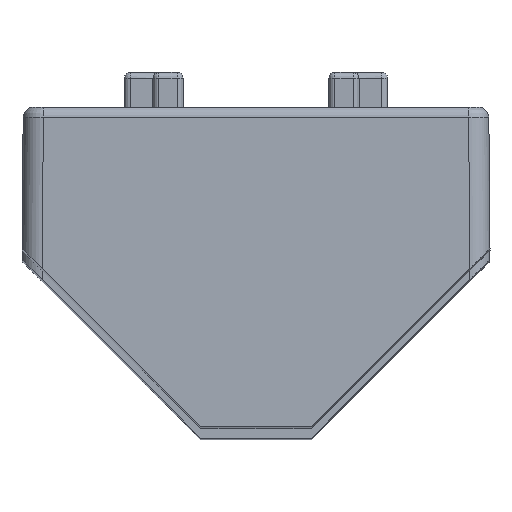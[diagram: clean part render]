
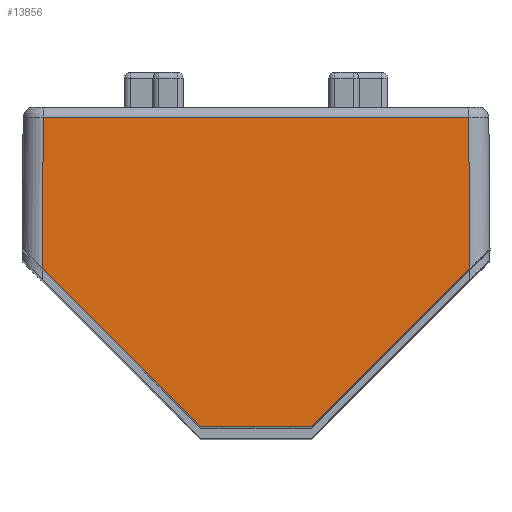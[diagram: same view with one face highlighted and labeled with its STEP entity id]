
A CAD part, top view. The second image highlights one B-rep face of the part: STEP entity #13856.
In plain terms, the highlighted face is planar.
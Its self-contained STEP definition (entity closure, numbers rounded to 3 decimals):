
#6246=CARTESIAN_POINT(' ',(-34.704,10.504,6.504));
#6247=VERTEX_POINT(' ',#6246);
#6346=CARTESIAN_POINT(' ',(-34.704,10.504,6.504));
#6351=DIRECTION(' ',(0.,-1.,0.));
#6356=VECTOR(' ',#6351,1.);
#6361=LINE('',#6346,#6356);
#6366=CARTESIAN_POINT(' ',(-34.704,-10.504,6.504));
#6367=VERTEX_POINT(' ',#6366);
#6371=EDGE_CURVE(' ',#6247,#6367,#6361,.T.);
#13561=CARTESIAN_POINT(' ',(-34.704,10.504,6.504));
#13566=DIRECTION(' ',(-0.009,0.009,-1.));
#13571=VECTOR(' ',#13566,1.);
#13576=LINE('',#13561,#13571);
#13581=CARTESIAN_POINT(' ',(-34.77,10.57,-0.98));
#13582=VERTEX_POINT(' ',#13581);
#13586=EDGE_CURVE(' ',#6247,#13582,#13576,.T.);
#13676=DIRECTION(' ',(-1.,0.,0.009));
#13681=CARTESIAN_POINT(' ',(-34.704,-10.57,6.504));
#13686=DIRECTION(' ',(0.,1.,0.));
#13691=AXIS2_PLACEMENT_3D(' ',#13681,#13676,#13686);
#13696=PLANE('',#13691);
#13701=CARTESIAN_POINT(' ',(-34.838,-2.75,-8.8));
#13706=DIRECTION(' ',(0.006,-0.707,0.707));
#13711=VECTOR(' ',#13706,1.);
#13716=LINE('',#13701,#13711);
#13721=CARTESIAN_POINT(' ',(-34.838,-2.75,-8.8));
#13722=VERTEX_POINT(' ',#13721);
#13726=CARTESIAN_POINT(' ',(-34.77,-10.57,-0.98));
#13727=VERTEX_POINT(' ',#13726);
#13731=EDGE_CURVE(' ',#13722,#13727,#13716,.T.);
#13736=ORIENTED_EDGE(' ',*,*,#13731,.T.);
#13741=CARTESIAN_POINT(' ',(-34.77,-10.57,-0.98));
#13746=DIRECTION(' ',(0.009,0.009,1.));
#13751=VECTOR(' ',#13746,1.);
#13756=LINE('',#13741,#13751);
#13761=EDGE_CURVE(' ',#13727,#6367,#13756,.T.);
#13766=ORIENTED_EDGE(' ',*,*,#13761,.T.);
#13771=ORIENTED_EDGE(' ',*,*,#6371,.F.);
#13776=ORIENTED_EDGE(' ',*,*,#13586,.T.);
#13781=CARTESIAN_POINT(' ',(-34.838,2.75,-8.8));
#13786=DIRECTION(' ',(0.006,0.707,0.707));
#13791=VECTOR(' ',#13786,1.);
#13796=LINE('',#13781,#13791);
#13801=CARTESIAN_POINT(' ',(-34.838,2.75,-8.8));
#13802=VERTEX_POINT(' ',#13801);
#13806=EDGE_CURVE(' ',#13802,#13582,#13796,.T.);
#13811=ORIENTED_EDGE(' ',*,*,#13806,.F.);
#13816=CARTESIAN_POINT(' ',(-34.838,-2.75,-8.8));
#13821=DIRECTION(' ',(0.,1.,0.));
#13826=VECTOR(' ',#13821,1.);
#13831=LINE('',#13816,#13826);
#13836=EDGE_CURVE(' ',#13722,#13802,#13831,.T.);
#13841=ORIENTED_EDGE(' ',*,*,#13836,.F.);
#13846=EDGE_LOOP(' ',(#13736,#13766,#13771,#13776,#13811,#13841));
#13851=FACE_OUTER_BOUND(' ',#13846,.T.);
#13856=ADVANCED_FACE('',(#13851),#13696,.T.);
